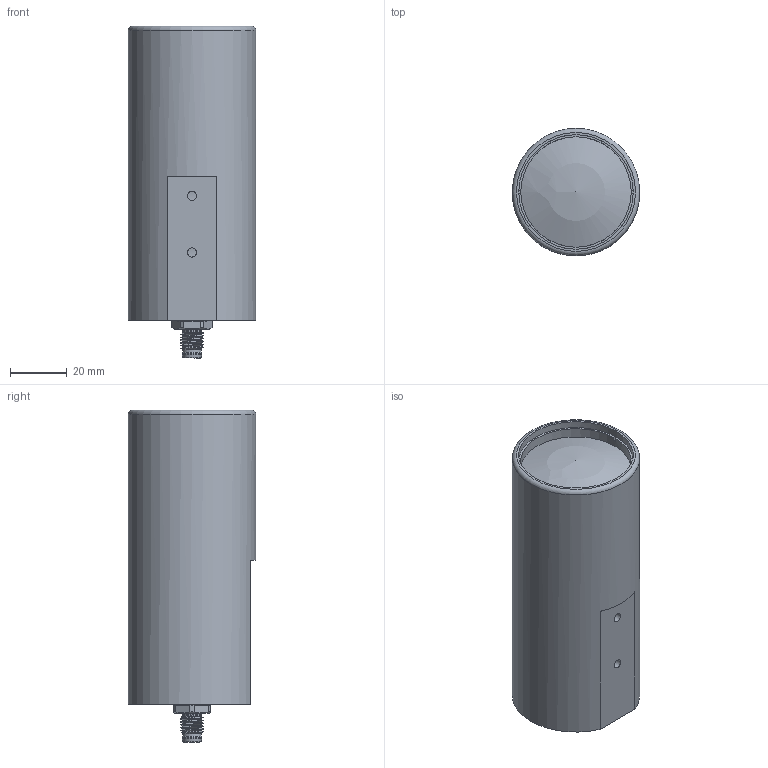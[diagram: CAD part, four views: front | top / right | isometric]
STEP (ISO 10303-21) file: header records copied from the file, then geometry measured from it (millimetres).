
FILE_DESCRIPTION(/* description */ (''),/* implementation_level */ '2;1');
FILE_NAME(/* name */ 'TZB38.stp',/* time_stamp */ '2021-04-16T11:53:40+02:00',/* author */ (''),/* organization */ (''),/* preprocessor_version */ 'ST-DEVELOPER v16.5',/* originating_system */ 'Autodesk Inventor 2017',/* authorisation */ '');
FILE_SCHEMA (('AUTOMOTIVE_DESIGN { 1 0 10303 214 3 1 1 }'));
Length unit declared in the file: millimetre
Products named in the file (1): TZB38
Bounding box: 45 x 45 x 117.26 mm (x, y, z)
Volume: 21.8 mm3; surface area: 20525.1 mm2
Topology: 3 solids, 6 shells, 133 faces, 307 edges, 200 vertices
Faces by surface type: plane 42, cylinder 32, cone 22, bspline 17, torus 15, sphere 5
Full cylindrical faces by diameter (mm): 1 x4, 3.242 x2, 5.7 x1, 6 x1, 6.5 x2, 6.9 x1, 7.6 x1, 8.9 x1, 12.4 x1, 39 x1, 40 x1, 40.459 x2, 41.459 x1, 45 x1
Entity records: 8731 total; most frequent: CARTESIAN_POINT 5945, DIRECTION 536, ORIENTED_EDGE 464, AXIS2_PLACEMENT_3D 241, EDGE_CURVE 230, EDGE_LOOP 208, VERTEX_POINT 176, FACE_OUTER_BOUND 133
